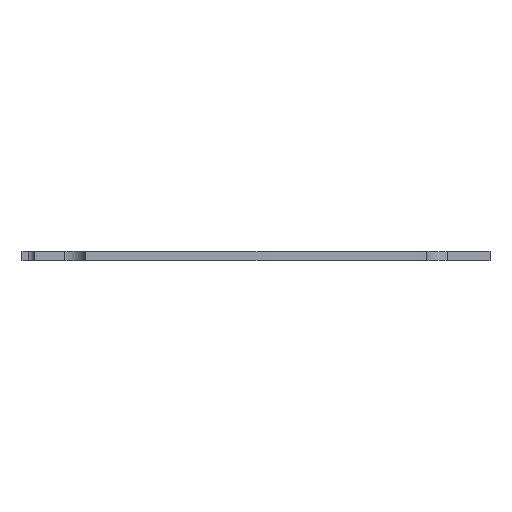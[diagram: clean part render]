
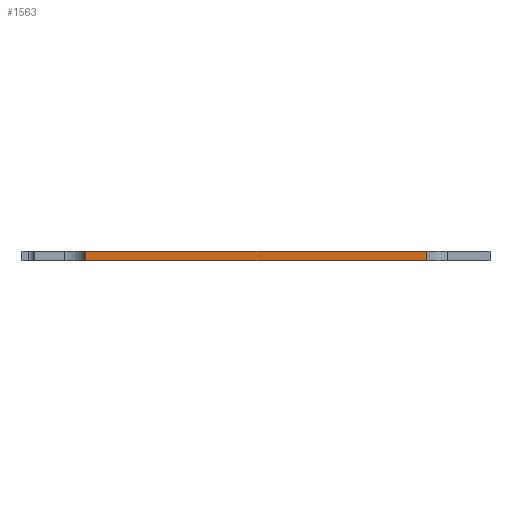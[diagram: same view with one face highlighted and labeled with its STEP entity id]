
A CAD part, left-side view. The second image highlights one B-rep face of the part: STEP entity #1563.
In plain terms, the highlighted planar face has unit normal (-1, 0, 0).
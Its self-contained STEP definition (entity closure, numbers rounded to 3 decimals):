
#272 = LINE ( 'NONE', #4395, #1308 ) ;
#478 = DIRECTION ( 'NONE',  ( 0., 0., -1. ) ) ;
#522 = ORIENTED_EDGE ( 'NONE', *, *, #1634, .T. ) ;
#607 = CARTESIAN_POINT ( 'NONE',  ( 245.95, 53.68, 0. ) ) ;
#654 = DIRECTION ( 'NONE',  ( 0., -1., 0. ) ) ;
#672 = CARTESIAN_POINT ( 'NONE',  ( 245.95, -2.32, 0. ) ) ;
#681 = LINE ( 'NONE', #1944, #4654 ) ;
#700 = CARTESIAN_POINT ( 'NONE',  ( 245.95, -2.32, 1.6 ) ) ;
#794 = VERTEX_POINT ( 'NONE', #607 ) ;
#946 = FACE_OUTER_BOUND ( 'NONE', #1730, .T. ) ;
#1023 = CARTESIAN_POINT ( 'NONE',  ( 245.95, -2.32, 1.6 ) ) ;
#1039 = VECTOR ( 'NONE', #5225, 1000. ) ;
#1057 = LINE ( 'NONE', #700, #1039 ) ;
#1144 = CARTESIAN_POINT ( 'NONE',  ( 245.95, -2.32, 0. ) ) ;
#1281 = EDGE_CURVE ( 'NONE', #2496, #4244, #272, .T. ) ;
#1308 = VECTOR ( 'NONE', #654, 1000. ) ;
#1336 = ORIENTED_EDGE ( 'NONE', *, *, #1281, .F. ) ;
#1531 = DIRECTION ( 'NONE',  ( 0., -1., 0. ) ) ;
#1563 = ADVANCED_FACE ( 'NONE', ( #946 ), #4219, .F. ) ;
#1634 = EDGE_CURVE ( 'NONE', #794, #3462, #1907, .T. ) ;
#1730 = EDGE_LOOP ( 'NONE', ( #522, #4894, #1336, #4940 ) ) ;
#1907 = LINE ( 'NONE', #672, #2681 ) ;
#1916 = DIRECTION ( 'NONE',  ( 0., 0., -1. ) ) ;
#1944 = CARTESIAN_POINT ( 'NONE',  ( 245.95, 53.68, 1.6 ) ) ;
#2496 = VERTEX_POINT ( 'NONE', #3237 ) ;
#2531 = DIRECTION ( 'NONE',  ( 1., 0., 0. ) ) ;
#2681 = VECTOR ( 'NONE', #1531, 1000. ) ;
#3237 = CARTESIAN_POINT ( 'NONE',  ( 245.95, 53.68, 1.6 ) ) ;
#3286 = AXIS2_PLACEMENT_3D ( 'NONE', #5113, #2531, #478 ) ;
#3462 = VERTEX_POINT ( 'NONE', #1144 ) ;
#3910 = EDGE_CURVE ( 'NONE', #4244, #3462, #1057, .T. ) ;
#4219 = PLANE ( 'NONE',  #3286 ) ;
#4244 = VERTEX_POINT ( 'NONE', #1023 ) ;
#4395 = CARTESIAN_POINT ( 'NONE',  ( 245.95, -2.32, 1.6 ) ) ;
#4654 = VECTOR ( 'NONE', #1916, 1000. ) ;
#4889 = EDGE_CURVE ( 'NONE', #2496, #794, #681, .T. ) ;
#4894 = ORIENTED_EDGE ( 'NONE', *, *, #3910, .F. ) ;
#4940 = ORIENTED_EDGE ( 'NONE', *, *, #4889, .T. ) ;
#5113 = CARTESIAN_POINT ( 'NONE',  ( 245.95, -2.32, 1.6 ) ) ;
#5225 = DIRECTION ( 'NONE',  ( 0., 0., -1. ) ) ;
